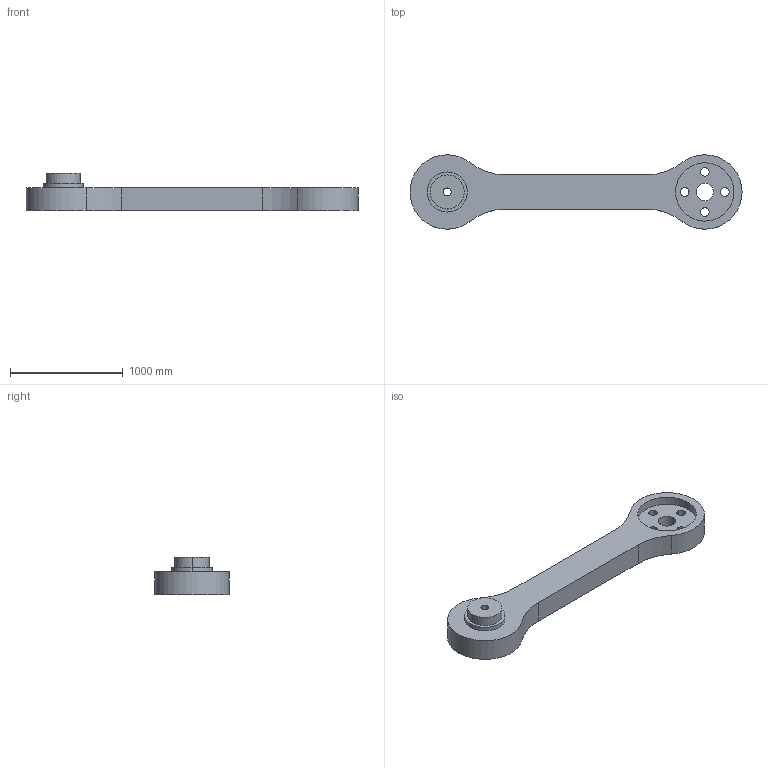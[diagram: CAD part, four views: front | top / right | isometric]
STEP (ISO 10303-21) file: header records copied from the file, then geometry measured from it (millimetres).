
FILE_DESCRIPTION((''),'2;1');
FILE_NAME('4','2022-01-20T16:13:26',('86183'),(''),'CREO PARAMETRIC BY PTC INC, 2018400','CREO PARAMETRIC BY PTC INC, 2018400','');
FILE_SCHEMA(('CONFIG_CONTROL_DESIGN'));
Length unit declared in the file: inch
Products named in the file (1): 4
Bounding box: 2946.4 x 660.21 x 330.2 mm (x, y, z)
Volume: 230328312.3 mm3; surface area: 4283447.6 mm2
Topology: 1 solids, 1 shells, 43 faces, 102 edges, 68 vertices
Faces by surface type: cylinder 32, plane 11
Entity records: 1344 total; most frequent: DIRECTION 252, CARTESIAN_POINT 213, ORIENTED_EDGE 204, AXIS2_PLACEMENT_3D 107, EDGE_CURVE 102, VERTEX_POINT 68, CIRCLE 64, EDGE_LOOP 62
